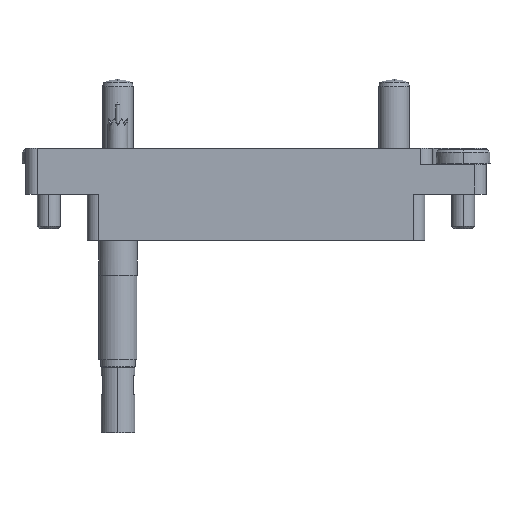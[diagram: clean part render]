
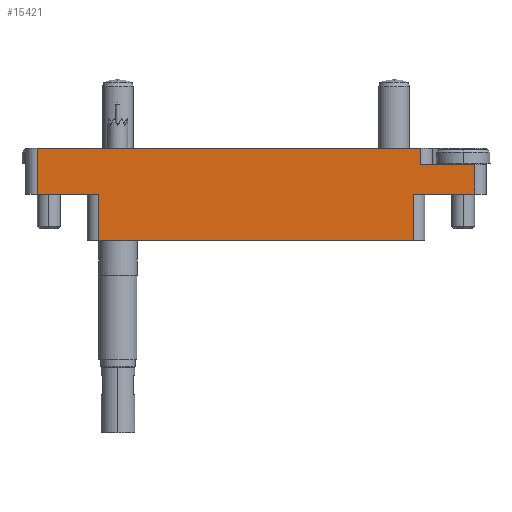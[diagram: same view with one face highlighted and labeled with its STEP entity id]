
A CAD part, left-side view. The second image highlights one B-rep face of the part: STEP entity #15421.
In plain terms, the highlighted face is planar.
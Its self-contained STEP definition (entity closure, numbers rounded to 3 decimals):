
#199 = EDGE_CURVE ( 'NONE', #13985, #21901, #18681, .T. ) ;
#361 = ORIENTED_EDGE ( 'NONE', *, *, #9868, .F. ) ;
#531 = EDGE_CURVE ( 'NONE', #10217, #9430, #21793, .T. ) ;
#552 = VERTEX_POINT ( 'NONE', #16174 ) ;
#586 = VECTOR ( 'NONE', #15293, 1000. ) ;
#808 = CARTESIAN_POINT ( 'NONE',  ( 30., 0., 14.35 ) ) ;
#1446 = ORIENTED_EDGE ( 'NONE', *, *, #5023, .T. ) ;
#1535 = VECTOR ( 'NONE', #10350, 1000. ) ;
#1977 = CARTESIAN_POINT ( 'NONE',  ( -20.5, -6., 14.35 ) ) ;
#1986 = CARTESIAN_POINT ( 'NONE',  ( 21.5, 6., 14.35 ) ) ;
#2400 = LINE ( 'NONE', #6814, #1535 ) ;
#2977 = LINE ( 'NONE', #20977, #8465 ) ;
#2997 = CARTESIAN_POINT ( 'NONE',  ( 28.5, 0., 14.35 ) ) ;
#3109 = DIRECTION ( 'NONE',  ( 0., -1., 0. ) ) ;
#3214 = EDGE_CURVE ( 'NONE', #19825, #24505, #6812, .T. ) ;
#3407 = DIRECTION ( 'NONE',  ( 0., -1., 0. ) ) ;
#3431 = CARTESIAN_POINT ( 'NONE',  ( 20.5, -6., 14.35 ) ) ;
#3954 = DIRECTION ( 'NONE',  ( 0., 1., 0. ) ) ;
#4666 = ORIENTED_EDGE ( 'NONE', *, *, #199, .F. ) ;
#5023 = EDGE_CURVE ( 'NONE', #19825, #9430, #2400, .T. ) ;
#5244 = CARTESIAN_POINT ( 'NONE',  ( -20.5, 0., 14.35 ) ) ;
#5288 = VERTEX_POINT ( 'NONE', #1986 ) ;
#5487 = CARTESIAN_POINT ( 'NONE',  ( -28.5, 0., 14.35 ) ) ;
#6532 = DIRECTION ( 'NONE',  ( -1., 0., 0. ) ) ;
#6590 = VECTOR ( 'NONE', #12924, 1000. ) ;
#6782 = DIRECTION ( 'NONE',  ( 1., 0., 0. ) ) ;
#6812 = LINE ( 'NONE', #9154, #17401 ) ;
#6814 = CARTESIAN_POINT ( 'NONE',  ( 20.5, 0., 14.35 ) ) ;
#7059 = DIRECTION ( 'NONE',  ( -1., 0., 0. ) ) ;
#7342 = EDGE_CURVE ( 'NONE', #11260, #5288, #7598, .T. ) ;
#7598 = LINE ( 'NONE', #9683, #586 ) ;
#7822 = VECTOR ( 'NONE', #3954, 1000. ) ;
#8465 = VECTOR ( 'NONE', #3109, 1000. ) ;
#9154 = CARTESIAN_POINT ( 'NONE',  ( -22., -6., 14.35 ) ) ;
#9430 = VERTEX_POINT ( 'NONE', #25071 ) ;
#9683 = CARTESIAN_POINT ( 'NONE',  ( 21.5, 0., 14.35 ) ) ;
#9782 = EDGE_CURVE ( 'NONE', #10217, #19558, #22329, .T. ) ;
#9868 = EDGE_CURVE ( 'NONE', #11260, #19558, #18548, .T. ) ;
#10217 = VERTEX_POINT ( 'NONE', #2997 ) ;
#10350 = DIRECTION ( 'NONE',  ( 0., 1., 0. ) ) ;
#11260 = VERTEX_POINT ( 'NONE', #13151 ) ;
#11336 = ORIENTED_EDGE ( 'NONE', *, *, #20157, .F. ) ;
#11613 = LINE ( 'NONE', #5487, #18138 ) ;
#12259 = DIRECTION ( 'NONE',  ( -1., 0., 0. ) ) ;
#12673 = CARTESIAN_POINT ( 'NONE',  ( 30., 3.9, 14.35 ) ) ;
#12924 = DIRECTION ( 'NONE',  ( -1., 0., 0. ) ) ;
#13151 = CARTESIAN_POINT ( 'NONE',  ( 21.5, 3.9, 14.35 ) ) ;
#13985 = VERTEX_POINT ( 'NONE', #5244 ) ;
#14145 = ORIENTED_EDGE ( 'NONE', *, *, #3214, .F. ) ;
#14372 = FACE_OUTER_BOUND ( 'NONE', #17145, .T. ) ;
#14748 = CARTESIAN_POINT ( 'NONE',  ( -30., 6., 14.35 ) ) ;
#15293 = DIRECTION ( 'NONE',  ( 0., 1., 0. ) ) ;
#15421 = ADVANCED_FACE ( 'NONE', ( #14372 ), #24012, .F. ) ;
#15583 = ORIENTED_EDGE ( 'NONE', *, *, #15705, .T. ) ;
#15705 = EDGE_CURVE ( 'NONE', #552, #21901, #11613, .T. ) ;
#16174 = CARTESIAN_POINT ( 'NONE',  ( -28.5, 6., 14.35 ) ) ;
#16198 = DIRECTION ( 'NONE',  ( 0., 0., -1. ) ) ;
#17005 = VECTOR ( 'NONE', #6782, 1000. ) ;
#17145 = EDGE_LOOP ( 'NONE', ( #14145, #1446, #22383, #17163, #361, #18869, #11336, #15583, #4666, #21696 ) ) ;
#17163 = ORIENTED_EDGE ( 'NONE', *, *, #9782, .T. ) ;
#17401 = VECTOR ( 'NONE', #7059, 1000. ) ;
#18045 = CARTESIAN_POINT ( 'NONE',  ( -28.5, 0., 14.35 ) ) ;
#18138 = VECTOR ( 'NONE', #3407, 1000. ) ;
#18256 = CARTESIAN_POINT ( 'NONE',  ( 30., 0., 14.35 ) ) ;
#18548 = LINE ( 'NONE', #12673, #24478 ) ;
#18681 = LINE ( 'NONE', #808, #6590 ) ;
#18869 = ORIENTED_EDGE ( 'NONE', *, *, #7342, .T. ) ;
#19558 = VERTEX_POINT ( 'NONE', #24836 ) ;
#19825 = VERTEX_POINT ( 'NONE', #3431 ) ;
#20157 = EDGE_CURVE ( 'NONE', #552, #5288, #25026, .T. ) ;
#20977 = CARTESIAN_POINT ( 'NONE',  ( -20.5, 0., 14.35 ) ) ;
#21043 = AXIS2_PLACEMENT_3D ( 'NONE', #24398, #16198, #6532 ) ;
#21696 = ORIENTED_EDGE ( 'NONE', *, *, #25145, .T. ) ;
#21793 = LINE ( 'NONE', #18256, #22435 ) ;
#21819 = CARTESIAN_POINT ( 'NONE',  ( 28.5, 3.9, 14.35 ) ) ;
#21901 = VERTEX_POINT ( 'NONE', #18045 ) ;
#22329 = LINE ( 'NONE', #21819, #7822 ) ;
#22383 = ORIENTED_EDGE ( 'NONE', *, *, #531, .F. ) ;
#22435 = VECTOR ( 'NONE', #12259, 1000. ) ;
#22714 = DIRECTION ( 'NONE',  ( 1., 0., 0. ) ) ;
#24012 = PLANE ( 'NONE',  #21043 ) ;
#24398 = CARTESIAN_POINT ( 'NONE',  ( -30., 0., 14.35 ) ) ;
#24478 = VECTOR ( 'NONE', #22714, 1000. ) ;
#24505 = VERTEX_POINT ( 'NONE', #1977 ) ;
#24836 = CARTESIAN_POINT ( 'NONE',  ( 28.5, 3.9, 14.35 ) ) ;
#25026 = LINE ( 'NONE', #14748, #17005 ) ;
#25071 = CARTESIAN_POINT ( 'NONE',  ( 20.5, 0., 14.35 ) ) ;
#25145 = EDGE_CURVE ( 'NONE', #13985, #24505, #2977, .T. ) ;
